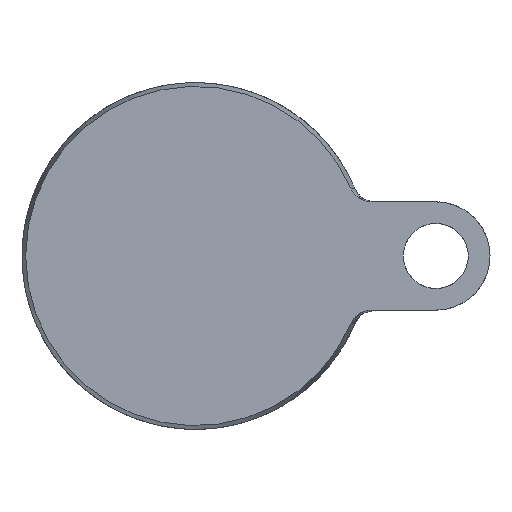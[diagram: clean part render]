
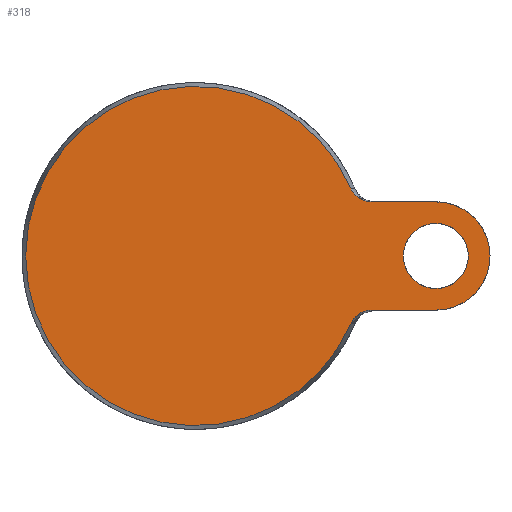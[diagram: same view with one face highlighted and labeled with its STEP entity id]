
A CAD part, front view. The second image highlights one B-rep face of the part: STEP entity #318.
In plain terms, the highlighted planar face has unit normal (0, -1, 0).
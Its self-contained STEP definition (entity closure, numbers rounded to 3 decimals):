
#25 = CARTESIAN_POINT ( 'NONE',  ( 38.665, 0., 12.866 ) ) ;
#31 = CARTESIAN_POINT ( 'NONE',  ( 38.008, 0., 13.187 ) ) ;
#39 = VERTEX_POINT ( 'NONE', #278 ) ;
#44 = DIRECTION ( 'NONE',  ( 0., 0., -1. ) ) ;
#45 = ORIENTED_EDGE ( 'NONE', *, *, #634, .F. ) ;
#49 = CARTESIAN_POINT ( 'NONE',  ( 55.5, 0., 0. ) ) ;
#74 = CARTESIAN_POINT ( 'NONE',  ( 35.928, 0., 15.535 ) ) ;
#78 = CARTESIAN_POINT ( 'NONE',  ( 15., 0., 12.5 ) ) ;
#87 = VERTEX_POINT ( 'NONE', #772 ) ;
#89 = ORIENTED_EDGE ( 'NONE', *, *, #528, .F. ) ;
#97 = VERTEX_POINT ( 'NONE', #1026 ) ;
#104 = DIRECTION ( 'NONE',  ( 0., 0., 1. ) ) ;
#132 = CARTESIAN_POINT ( 'NONE',  ( 39.603, 0., 12.57 ) ) ;
#141 = CARTESIAN_POINT ( 'NONE',  ( 55.5, 0., 12.5 ) ) ;
#153 = CARTESIAN_POINT ( 'NONE',  ( 37.591, 0., -13.458 ) ) ;
#159 = CARTESIAN_POINT ( 'NONE',  ( 38.663, 0., -12.866 ) ) ;
#185 = FACE_OUTER_BOUND ( 'NONE', #388, .T. ) ;
#222 = CARTESIAN_POINT ( 'NONE',  ( 39.592, 0., -12.572 ) ) ;
#233 = CARTESIAN_POINT ( 'NONE',  ( 36.124, 0., -15.081 ) ) ;
#250 = EDGE_CURVE ( 'NONE', #997, #97, #1091, .T. ) ;
#255 = PLANE ( 'NONE',  #544 ) ;
#264 = B_SPLINE_CURVE_WITH_KNOTS ( 'NONE', 3,
 ( #292, #910, #132, #469, #25, #451, #31, #703, #273, #890, #445, #819, #1093, #863 ),
 .UNSPECIFIED., .F., .F.,
 ( 4, 2, 2, 2, 2, 2, 4 ),
 ( 0., 0.001, 0.002, 0.003, 0.004, 0.004, 0.006 ),
 .UNSPECIFIED. ) ;
#273 = CARTESIAN_POINT ( 'NONE',  ( 37.4, 0., 13.603 ) ) ;
#278 = CARTESIAN_POINT ( 'NONE',  ( 40.579, 0., 12.5 ) ) ;
#291 = EDGE_LOOP ( 'NONE', ( #649 ) ) ;
#292 = CARTESIAN_POINT ( 'NONE',  ( 40.579, 0., 12.5 ) ) ;
#318 = ADVANCED_FACE ( 'NONE', ( #185, #979 ), #255, .F. ) ;
#322 = CARTESIAN_POINT ( 'NONE',  ( 40.085, 0., -12.5 ) ) ;
#371 = AXIS2_PLACEMENT_3D ( 'NONE', #49, #993, #44 ) ;
#388 = EDGE_LOOP ( 'NONE', ( #45, #476, #395, #1031, #89, #888 ) ) ;
#395 = ORIENTED_EDGE ( 'NONE', *, *, #250, .T. ) ;
#412 = DIRECTION ( 'NONE',  ( 1., 0., 0. ) ) ;
#420 = CARTESIAN_POINT ( 'NONE',  ( 0., 0., 0. ) ) ;
#436 = DIRECTION ( 'NONE',  ( 0., 0., -1. ) ) ;
#445 = CARTESIAN_POINT ( 'NONE',  ( 36.861, 0., 14.101 ) ) ;
#451 = CARTESIAN_POINT ( 'NONE',  ( 38.221, 0., 13.07 ) ) ;
#467 = CARTESIAN_POINT ( 'NONE',  ( 40.579, 0., -12.5 ) ) ;
#469 = CARTESIAN_POINT ( 'NONE',  ( 38.897, 0., 12.778 ) ) ;
#475 = CARTESIAN_POINT ( 'NONE',  ( 38.891, 0., -12.781 ) ) ;
#476 = ORIENTED_EDGE ( 'NONE', *, *, #615, .T. ) ;
#482 = CARTESIAN_POINT ( 'NONE',  ( 36.857, 0., -14.106 ) ) ;
#486 = EDGE_CURVE ( 'NONE', #87, #87, #1057, .T. ) ;
#489 = VERTEX_POINT ( 'NONE', #563 ) ;
#491 = CARTESIAN_POINT ( 'NONE',  ( 38., 0., -13.192 ) ) ;
#528 = EDGE_CURVE ( 'NONE', #489, #655, #925, .T. ) ;
#544 = AXIS2_PLACEMENT_3D ( 'NONE', #683, #786, #104 ) ;
#548 = AXIS2_PLACEMENT_3D ( 'NONE', #982, #839, #573 ) ;
#563 = CARTESIAN_POINT ( 'NONE',  ( 55.5, 0., -12.5 ) ) ;
#564 = EDGE_CURVE ( 'NONE', #97, #655, #884, .T. ) ;
#573 = DIRECTION ( 'NONE',  ( 0., 0., 1. ) ) ;
#577 = CARTESIAN_POINT ( 'NONE',  ( 37.397, 0., -13.606 ) ) ;
#587 = VECTOR ( 'NONE', #412, 1000. ) ;
#615 = EDGE_CURVE ( 'NONE', #39, #997, #264, .T. ) ;
#634 = EDGE_CURVE ( 'NONE', #39, #946, #855, .T. ) ;
#649 = ORIENTED_EDGE ( 'NONE', *, *, #486, .T. ) ;
#655 = VERTEX_POINT ( 'NONE', #467 ) ;
#667 = CARTESIAN_POINT ( 'NONE',  ( 35.928, 0., -15.535 ) ) ;
#673 = CARTESIAN_POINT ( 'NONE',  ( 40.579, 0., -12.5 ) ) ;
#683 = CARTESIAN_POINT ( 'NONE',  ( -39.143, 0., 0. ) ) ;
#703 = CARTESIAN_POINT ( 'NONE',  ( 37.598, 0., 13.453 ) ) ;
#717 = EDGE_CURVE ( 'NONE', #946, #489, #874, .T. ) ;
#752 = VECTOR ( 'NONE', #1025, 1000. ) ;
#772 = CARTESIAN_POINT ( 'NONE',  ( 55.5, 0., 7.5 ) ) ;
#786 = DIRECTION ( 'NONE',  ( 0., 1., 0. ) ) ;
#819 = CARTESIAN_POINT ( 'NONE',  ( 36.388, 0., 14.659 ) ) ;
#834 = CARTESIAN_POINT ( 'NONE',  ( 38.218, 0., -13.072 ) ) ;
#839 = DIRECTION ( 'NONE',  ( 0., 1., 0. ) ) ;
#855 = LINE ( 'NONE', #78, #587 ) ;
#863 = CARTESIAN_POINT ( 'NONE',  ( 35.928, 0., 15.535 ) ) ;
#874 = CIRCLE ( 'NONE', #371, 12.5 ) ;
#884 = B_SPLINE_CURVE_WITH_KNOTS ( 'NONE', 3,
 ( #667, #233, #941, #482, #931, #577, #153, #491, #834, #159, #475, #222, #322, #673 ),
 .UNSPECIFIED., .F., .F.,
 ( 4, 2, 2, 2, 2, 2, 4 ),
 ( 0., 0.001, 0.002, 0.003, 0.004, 0.004, 0.006 ),
 .UNSPECIFIED. ) ;
#888 = ORIENTED_EDGE ( 'NONE', *, *, #717, .F. ) ;
#890 = CARTESIAN_POINT ( 'NONE',  ( 37.032, 0., 13.927 ) ) ;
#910 = CARTESIAN_POINT ( 'NONE',  ( 40.085, 0., 12.5 ) ) ;
#925 = LINE ( 'NONE', #1115, #752 ) ;
#931 = CARTESIAN_POINT ( 'NONE',  ( 37.031, 0., -13.929 ) ) ;
#941 = CARTESIAN_POINT ( 'NONE',  ( 36.381, 0., -14.668 ) ) ;
#946 = VERTEX_POINT ( 'NONE', #141 ) ;
#973 = DIRECTION ( 'NONE',  ( 0., -1., 0. ) ) ;
#979 = FACE_BOUND ( 'NONE', #291, .T. ) ;
#982 = CARTESIAN_POINT ( 'NONE',  ( 55.5, 0., 0. ) ) ;
#993 = DIRECTION ( 'NONE',  ( 0., 1., 0. ) ) ;
#997 = VERTEX_POINT ( 'NONE', #74 ) ;
#1025 = DIRECTION ( 'NONE',  ( -1., 0., 0. ) ) ;
#1026 = CARTESIAN_POINT ( 'NONE',  ( 35.928, 0., -15.535 ) ) ;
#1031 = ORIENTED_EDGE ( 'NONE', *, *, #564, .T. ) ;
#1057 = CIRCLE ( 'NONE', #548, 7.5 ) ;
#1072 = AXIS2_PLACEMENT_3D ( 'NONE', #420, #973, #436 ) ;
#1091 = CIRCLE ( 'NONE', #1072, 39.143 ) ;
#1093 = CARTESIAN_POINT ( 'NONE',  ( 36.124, 0., 15.081 ) ) ;
#1115 = CARTESIAN_POINT ( 'NONE',  ( 15., 0., -12.5 ) ) ;
